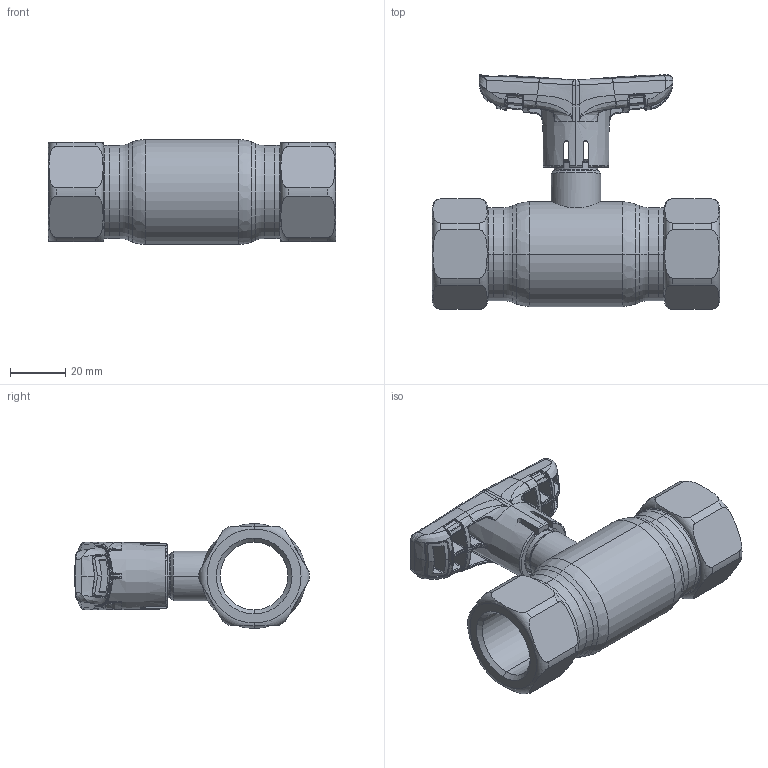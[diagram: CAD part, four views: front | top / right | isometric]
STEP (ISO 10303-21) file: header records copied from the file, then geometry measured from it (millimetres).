
FILE_DESCRIPTION (( 'STEP AP214' ), '1' );
FILE_NAME ('1020002000-1400.step', '2024-01-16T09:14:28', ( '' ), ( '' ), 'SwSTEP 2.0', 'SolidWorks 2021', '' );
FILE_SCHEMA (( 'AUTOMOTIVE_DESIGN' ));
Length unit declared in the file: millimetre
Products named in the file (1): 1020002000-1400
Bounding box: 104 x 84.98 x 38 mm (x, y, z)
Surface area: 26774.6 mm2 (no closed solid volume)
Topology: 0 solids, 6 shells, 726 faces, 2062 edges, 1265 vertices
Faces by surface type: bspline 560, plane 57, cylinder 48, torus 29, cone 19, sphere 13
Entity records: 55116 total; most frequent: CARTESIAN_POINT 33227, ORIENTED_EDGE 3673, EDGE_CURVE 2052, DIRECTION 1466, B_SPLINE_CURVE_WITH_KNOTS 1398, VERTEX_POINT 1261, EDGE_LOOP 734, UNCERTAINTY_MEASURE_WITH_UNIT 728
